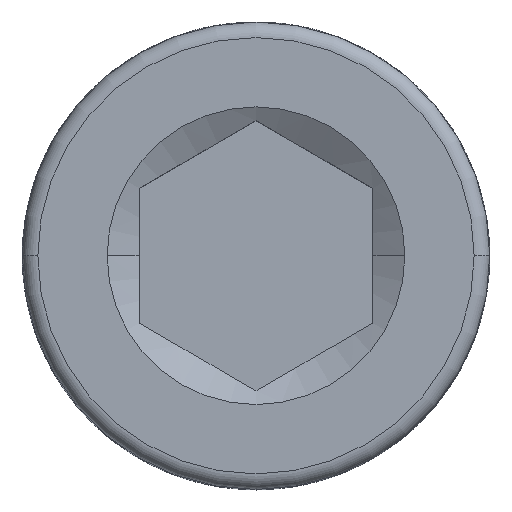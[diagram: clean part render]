
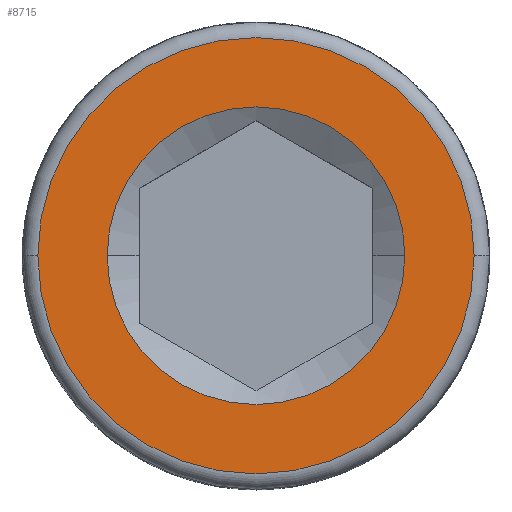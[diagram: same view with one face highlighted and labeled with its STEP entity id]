
A CAD part, top view. The second image highlights one B-rep face of the part: STEP entity #8715.
In plain terms, the highlighted planar face has unit normal (0, 0, 1).
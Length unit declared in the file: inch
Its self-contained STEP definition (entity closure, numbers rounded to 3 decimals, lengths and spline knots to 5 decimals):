
#264 = CARTESIAN_POINT ( 'NONE',  ( 0.175, 0., 0.5 ) ) ;
#396 = EDGE_LOOP ( 'NONE', ( #10932, #10177 ) ) ;
#840 = CIRCLE ( 'NONE', #1090, 0.11938 ) ;
#854 = EDGE_CURVE ( 'NONE', #10053, #7143, #4109, .T. ) ;
#1090 = AXIS2_PLACEMENT_3D ( 'NONE', #10602, #6183, #5391 ) ;
#1821 = ORIENTED_EDGE ( 'NONE', *, *, #9905, .F. ) ;
#2132 = PLANE ( 'NONE',  #4291 ) ;
#2377 = CARTESIAN_POINT ( 'NONE',  ( 0., 0., 0.5 ) ) ;
#2514 = DIRECTION ( 'NONE',  ( 0., 0., -1. ) ) ;
#3009 = DIRECTION ( 'NONE',  ( 0., 0., 1. ) ) ;
#3118 = FACE_BOUND ( 'NONE', #10919, .T. ) ;
#3232 = CIRCLE ( 'NONE', #3839, 0.11938 ) ;
#3732 = CIRCLE ( 'NONE', #8231, 0.175 ) ;
#3839 = AXIS2_PLACEMENT_3D ( 'NONE', #5008, #11267, #6676 ) ;
#4039 = DIRECTION ( 'NONE',  ( 0., 0., -1. ) ) ;
#4088 = CARTESIAN_POINT ( 'NONE',  ( 0., 0., 0.5 ) ) ;
#4109 = CIRCLE ( 'NONE', #8993, 0.175 ) ;
#4291 = AXIS2_PLACEMENT_3D ( 'NONE', #8292, #3009, #6577 ) ;
#4381 = VERTEX_POINT ( 'NONE', #7234 ) ;
#5008 = CARTESIAN_POINT ( 'NONE',  ( 0., 0., 0.5 ) ) ;
#5353 = VERTEX_POINT ( 'NONE', #9122 ) ;
#5391 = DIRECTION ( 'NONE',  ( 1., 0., 0. ) ) ;
#5808 = DIRECTION ( 'NONE',  ( -1., 0., 0. ) ) ;
#6183 = DIRECTION ( 'NONE',  ( 0., 0., 1. ) ) ;
#6577 = DIRECTION ( 'NONE',  ( 1., 0., 0. ) ) ;
#6676 = DIRECTION ( 'NONE',  ( 1., 0., 0. ) ) ;
#6734 = DIRECTION ( 'NONE',  ( -1., 0., 0. ) ) ;
#6790 = EDGE_CURVE ( 'NONE', #7143, #10053, #3732, .T. ) ;
#7143 = VERTEX_POINT ( 'NONE', #264 ) ;
#7234 = CARTESIAN_POINT ( 'NONE',  ( 0.11938, 0., 0.5 ) ) ;
#7408 = EDGE_CURVE ( 'NONE', #5353, #4381, #840, .T. ) ;
#7987 = ORIENTED_EDGE ( 'NONE', *, *, #7408, .F. ) ;
#8231 = AXIS2_PLACEMENT_3D ( 'NONE', #4088, #2514, #6734 ) ;
#8292 = CARTESIAN_POINT ( 'NONE',  ( 0., 0.175, 0.5 ) ) ;
#8715 = ADVANCED_FACE ( 'NONE', ( #3118, #9447 ), #2132, .T. ) ;
#8993 = AXIS2_PLACEMENT_3D ( 'NONE', #2377, #4039, #5808 ) ;
#9122 = CARTESIAN_POINT ( 'NONE',  ( -0.11938, 0., 0.5 ) ) ;
#9447 = FACE_OUTER_BOUND ( 'NONE', #396, .T. ) ;
#9905 = EDGE_CURVE ( 'NONE', #4381, #5353, #3232, .T. ) ;
#10053 = VERTEX_POINT ( 'NONE', #10568 ) ;
#10177 = ORIENTED_EDGE ( 'NONE', *, *, #6790, .F. ) ;
#10568 = CARTESIAN_POINT ( 'NONE',  ( -0.175, 0., 0.5 ) ) ;
#10602 = CARTESIAN_POINT ( 'NONE',  ( 0., 0., 0.5 ) ) ;
#10919 = EDGE_LOOP ( 'NONE', ( #1821, #7987 ) ) ;
#10932 = ORIENTED_EDGE ( 'NONE', *, *, #854, .F. ) ;
#11267 = DIRECTION ( 'NONE',  ( 0., 0., 1. ) ) ;
